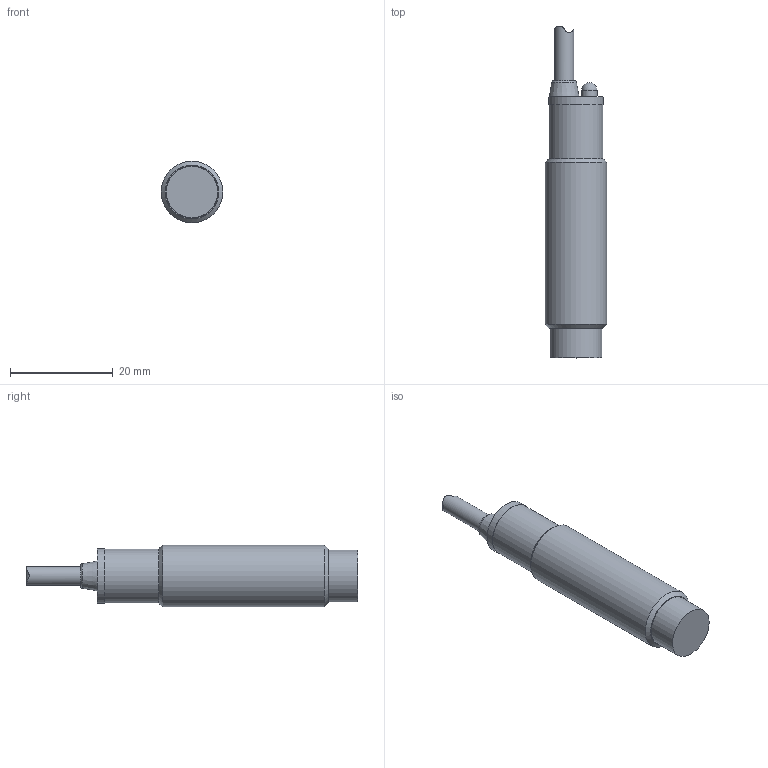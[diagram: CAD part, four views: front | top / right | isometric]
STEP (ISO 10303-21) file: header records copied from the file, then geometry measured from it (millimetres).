
FILE_DESCRIPTION(/* description */ (''),/* implementation_level */ '2;1');
FILE_NAME(/* name */ '102400_Shrinkwrap_1.stp',/* time_stamp */ '2022-03-18T10:32:17+01:00',/* author */ ('Krieger Anja'),/* organization */ (''),/* preprocessor_version */ 'ST-DEVELOPER v18.1',/* originating_system */ 'Autodesk Inventor 2021',/* authorisation */ '');
FILE_SCHEMA (('AUTOMOTIVE_DESIGN { 1 0 10303 214 3 1 1 }'));
Length unit declared in the file: millimetre
Products named in the file (1): 102400_Shrinkwrap_1
Bounding box: 12 x 64.62 x 12 mm (x, y, z)
Volume: 2324.8 mm3; surface area: 4807.1 mm2
Topology: 3 solids, 3 shells, 50 faces, 119 edges, 79 vertices
Faces by surface type: plane 24, cylinder 20, cone 4, sphere 1, torus 1
Full cylindrical faces by diameter (mm): 3 x1, 3.7 x1, 3.9 x1, 8.6 x1, 9 x1, 9.5 x1, 9.8 x1, 9.9 x1, 10.1 x1, 10.2 x1, 10.5 x1, 10.6 x1, 12 x1
Entity records: 1668 total; most frequent: CARTESIAN_POINT 316, DIRECTION 276, ORIENTED_EDGE 236, EDGE_CURVE 118, AXIS2_PLACEMENT_3D 111, VERTEX_POINT 79, CIRCLE 60, EDGE_LOOP 57
